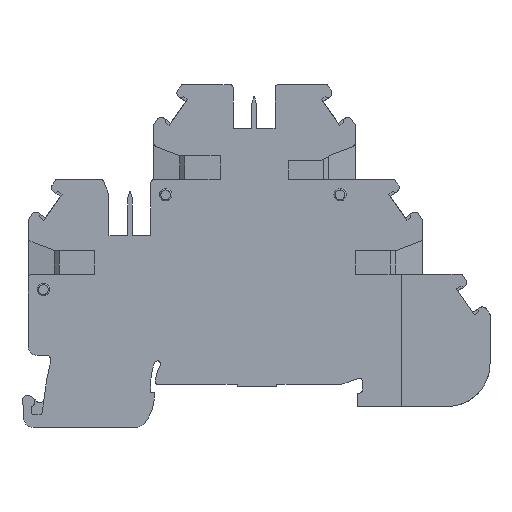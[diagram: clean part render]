
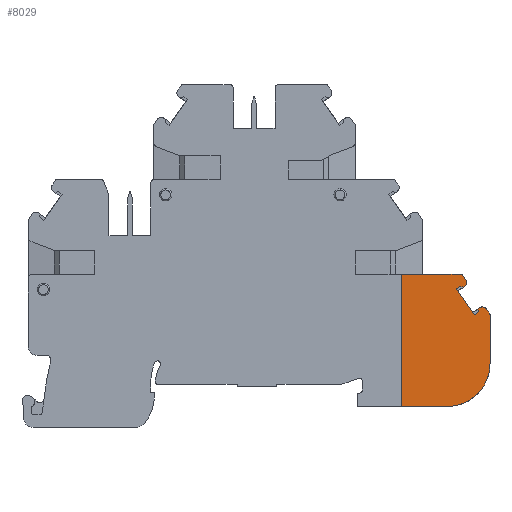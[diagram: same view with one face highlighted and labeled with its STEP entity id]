
A CAD part, front view. The second image highlights one B-rep face of the part: STEP entity #8029.
In plain terms, the highlighted planar face has unit normal (0, -1, 0).
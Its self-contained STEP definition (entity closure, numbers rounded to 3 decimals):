
#172=CIRCLE('',#8377,0.75);
#173=CIRCLE('',#8378,0.25);
#174=CIRCLE('',#8379,7.);
#175=CIRCLE('',#8380,0.25);
#176=CIRCLE('',#8381,0.75);
#440=ORIENTED_EDGE('',*,*,#2177,.T.);
#441=ORIENTED_EDGE('',*,*,#2178,.F.);
#442=ORIENTED_EDGE('',*,*,#2179,.F.);
#443=ORIENTED_EDGE('',*,*,#2180,.F.);
#444=ORIENTED_EDGE('',*,*,#2181,.F.);
#445=ORIENTED_EDGE('',*,*,#2182,.F.);
#446=ORIENTED_EDGE('',*,*,#2183,.F.);
#447=ORIENTED_EDGE('',*,*,#2184,.T.);
#448=ORIENTED_EDGE('',*,*,#2100,.F.);
#449=ORIENTED_EDGE('',*,*,#2185,.F.);
#450=ORIENTED_EDGE('',*,*,#2109,.F.);
#451=ORIENTED_EDGE('',*,*,#2186,.F.);
#452=ORIENTED_EDGE('',*,*,#2187,.F.);
#453=ORIENTED_EDGE('',*,*,#2188,.T.);
#454=ORIENTED_EDGE('',*,*,#2189,.F.);
#455=ORIENTED_EDGE('',*,*,#2190,.F.);
#456=ORIENTED_EDGE('',*,*,#2191,.F.);
#457=ORIENTED_EDGE('',*,*,#2192,.T.);
#2100=EDGE_CURVE('',#2969,#2970,#3555,.T.);
#2109=EDGE_CURVE('',#2978,#2975,#3562,.T.);
#2177=EDGE_CURVE('',#3033,#3034,#3609,.T.);
#2178=EDGE_CURVE('',#3035,#3034,#3610,.T.);
#2179=EDGE_CURVE('',#3036,#3035,#3611,.T.);
#2180=EDGE_CURVE('',#3037,#3036,#3612,.T.);
#2181=EDGE_CURVE('',#3038,#3037,#3613,.T.);
#2182=EDGE_CURVE('',#3039,#3038,#172,.T.);
#2183=EDGE_CURVE('',#3040,#3039,#3614,.T.);
#2184=EDGE_CURVE('',#3040,#2970,#173,.F.);
#2185=EDGE_CURVE('',#2975,#2969,#3615,.T.);
#2186=EDGE_CURVE('',#3041,#2978,#174,.T.);
#2187=EDGE_CURVE('',#3042,#3041,#3616,.T.);
#2188=EDGE_CURVE('',#3042,#3043,#175,.F.);
#2189=EDGE_CURVE('',#3044,#3043,#3617,.T.);
#2190=EDGE_CURVE('',#3045,#3044,#176,.T.);
#2191=EDGE_CURVE('',#3046,#3045,#3618,.T.);
#2192=EDGE_CURVE('',#3046,#3033,#3619,.T.);
#2969=VERTEX_POINT('',#10589);
#2970=VERTEX_POINT('',#10591);
#2975=VERTEX_POINT('',#10602);
#2978=VERTEX_POINT('',#10608);
#3033=VERTEX_POINT('',#10749);
#3034=VERTEX_POINT('',#10750);
#3035=VERTEX_POINT('',#10752);
#3036=VERTEX_POINT('',#10754);
#3037=VERTEX_POINT('',#10756);
#3038=VERTEX_POINT('',#10758);
#3039=VERTEX_POINT('',#10760);
#3040=VERTEX_POINT('',#10762);
#3041=VERTEX_POINT('',#10766);
#3042=VERTEX_POINT('',#10768);
#3043=VERTEX_POINT('',#10770);
#3044=VERTEX_POINT('',#10772);
#3045=VERTEX_POINT('',#10774);
#3046=VERTEX_POINT('',#10776);
#3555=LINE('',#10590,#4203);
#3562=LINE('',#10609,#4210);
#3609=LINE('',#10748,#4257);
#3610=LINE('',#10751,#4258);
#3611=LINE('',#10753,#4259);
#3612=LINE('',#10755,#4260);
#3613=LINE('',#10757,#4261);
#3614=LINE('',#10761,#4262);
#3615=LINE('',#10764,#4263);
#3616=LINE('',#10767,#4264);
#3617=LINE('',#10771,#4265);
#3618=LINE('',#10775,#4266);
#3619=LINE('',#10777,#4267);
#4203=VECTOR('',#8887,1000.);
#4210=VECTOR('',#8900,1000.);
#4257=VECTOR('',#9007,1000.);
#4258=VECTOR('',#9008,1000.);
#4259=VECTOR('',#9009,1000.);
#4260=VECTOR('',#9010,1000.);
#4261=VECTOR('',#9011,1000.);
#4262=VECTOR('',#9014,1000.);
#4263=VECTOR('',#9017,1000.);
#4264=VECTOR('',#9020,1000.);
#4265=VECTOR('',#9023,1000.);
#4266=VECTOR('',#9026,1000.);
#4267=VECTOR('',#9027,1000.);
#4851=EDGE_LOOP('',(#440,#441,#442,#443,#444,#445,#446,#447,#448,#449,#450,
#451,#452,#453,#454,#455,#456,#457));
#5204=FACE_BOUND('',#4851,.T.);
#5557=PLANE('',#8376);
#8029=ADVANCED_FACE('',(#5204),#5557,.F.);
#8376=AXIS2_PLACEMENT_3D('',#10747,#9005,#9006);
#8377=AXIS2_PLACEMENT_3D('',#10759,#9012,#9013);
#8378=AXIS2_PLACEMENT_3D('',#10763,#9015,#9016);
#8379=AXIS2_PLACEMENT_3D('',#10765,#9018,#9019);
#8380=AXIS2_PLACEMENT_3D('',#10769,#9021,#9022);
#8381=AXIS2_PLACEMENT_3D('',#10773,#9024,#9025);
#8887=DIRECTION('',(1.,0.,0.));
#8900=DIRECTION('',(-1.,0.,0.));
#9005=DIRECTION('',(0.,1.,0.));
#9006=DIRECTION('',(0.,0.,1.));
#9007=DIRECTION('',(-0.819,0.,-0.574));
#9008=DIRECTION('',(0.574,0.,-0.819));
#9009=DIRECTION('',(-0.819,0.,-0.574));
#9010=DIRECTION('',(-0.966,0.,0.259));
#9011=DIRECTION('',(-0.819,0.,-0.574));
#9012=DIRECTION('',(0.,1.,0.));
#9013=DIRECTION('',(-1.,0.,0.));
#9014=DIRECTION('',(0.574,0.,-0.819));
#9015=DIRECTION('',(0.,1.,0.));
#9016=DIRECTION('',(0.,0.,1.));
#9017=DIRECTION('',(0.,0.,1.));
#9018=DIRECTION('',(0.,1.,0.));
#9019=DIRECTION('',(1.,0.,0.));
#9020=DIRECTION('',(0.,0.,-1.));
#9021=DIRECTION('',(0.,1.,0.));
#9022=DIRECTION('',(0.,0.,1.));
#9023=DIRECTION('',(0.574,0.,-0.819));
#9024=DIRECTION('',(0.,1.,0.));
#9025=DIRECTION('',(1.,0.,0.));
#9026=DIRECTION('',(0.819,0.,0.574));
#9027=DIRECTION('',(-0.087,0.,-0.996));
#10589=CARTESIAN_POINT('',(32.635,-3.01,-20.25));
#10590=CARTESIAN_POINT('',(32.635,-3.01,-20.25));
#10591=CARTESIAN_POINT('',(42.416,-3.01,-20.25));
#10602=CARTESIAN_POINT('',(32.635,-3.01,-41.85));
#10608=CARTESIAN_POINT('',(40.135,-3.01,-41.85));
#10609=CARTESIAN_POINT('',(40.135,-3.01,-41.85));
#10747=CARTESIAN_POINT('',(42.563,-3.01,-21.581));
#10748=CARTESIAN_POINT('',(45.718,-3.01,-26.086));
#10749=CARTESIAN_POINT('',(45.171,-3.01,-26.469));
#10750=CARTESIAN_POINT('',(44.571,-3.01,-26.889));
#10751=CARTESIAN_POINT('',(41.588,-3.01,-22.63));
#10752=CARTESIAN_POINT('',(41.588,-3.01,-22.63));
#10753=CARTESIAN_POINT('',(42.188,-3.01,-22.21));
#10754=CARTESIAN_POINT('',(42.188,-3.01,-22.21));
#10755=CARTESIAN_POINT('',(42.756,-3.01,-22.362));
#10756=CARTESIAN_POINT('',(42.756,-3.01,-22.362));
#10757=CARTESIAN_POINT('',(42.993,-3.01,-22.196));
#10758=CARTESIAN_POINT('',(42.993,-3.01,-22.196));
#10759=CARTESIAN_POINT('',(42.563,-3.01,-21.581));
#10760=CARTESIAN_POINT('',(43.177,-3.01,-21.151));
#10761=CARTESIAN_POINT('',(42.546,-3.01,-20.25));
#10762=CARTESIAN_POINT('',(42.621,-3.01,-20.357));
#10763=CARTESIAN_POINT('',(42.416,-3.01,-20.5));
#10764=CARTESIAN_POINT('',(32.635,-3.01,-20.25));
#10765=CARTESIAN_POINT('',(40.135,-3.01,-34.85));
#10766=CARTESIAN_POINT('',(47.135,-3.01,-34.85));
#10767=CARTESIAN_POINT('',(47.135,-3.01,-26.803));
#10768=CARTESIAN_POINT('',(47.135,-3.01,-26.882));
#10769=CARTESIAN_POINT('',(46.885,-3.01,-26.882));
#10770=CARTESIAN_POINT('',(47.09,-3.01,-26.739));
#10771=CARTESIAN_POINT('',(47.135,-3.01,-26.803));
#10772=CARTESIAN_POINT('',(46.504,-3.01,-25.902));
#10773=CARTESIAN_POINT('',(45.89,-3.01,-26.332));
#10774=CARTESIAN_POINT('',(45.459,-3.01,-25.718));
#10775=CARTESIAN_POINT('',(45.222,-3.01,-25.884));
#10776=CARTESIAN_POINT('',(45.222,-3.01,-25.884));
#10777=CARTESIAN_POINT('',(45.575,-3.01,-21.845));
